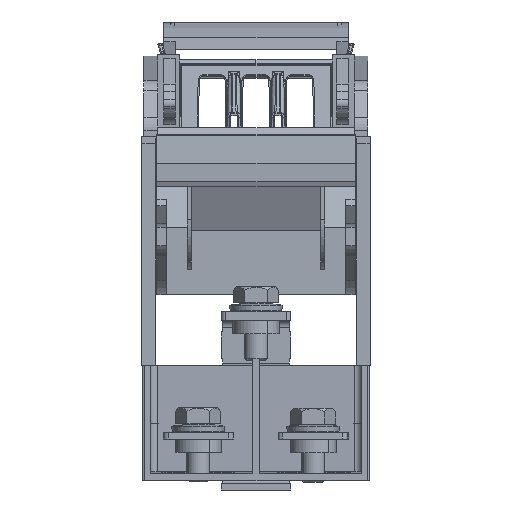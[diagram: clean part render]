
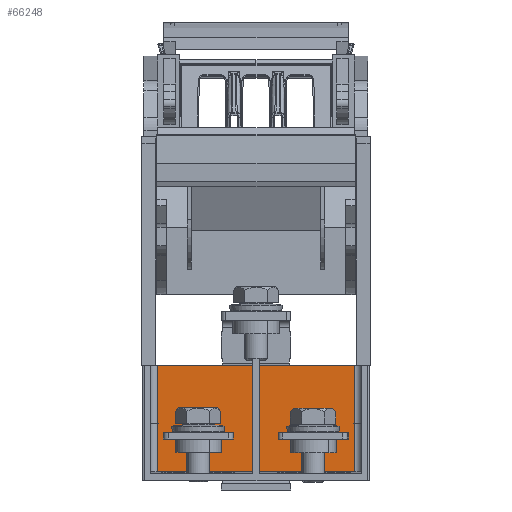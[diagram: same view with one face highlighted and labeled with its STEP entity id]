
A CAD part, front view. The second image highlights one B-rep face of the part: STEP entity #66248.
In plain terms, the highlighted planar face has unit normal (0, -1, -0.01).
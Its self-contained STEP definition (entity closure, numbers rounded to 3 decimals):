
#66212=AXIS2_PLACEMENT_3D('Plane Axis2P3D',#66209,#66210,#66211) ;
#65414=CARTESIAN_POINT('Vertex',(-42.75,-280.541,50.)) ;
#65417=CARTESIAN_POINT('Line Origine',(0.,-280.541,50.)) ;
#65421=CARTESIAN_POINT('Vertex',(42.75,-280.541,50.)) ;
#66019=CARTESIAN_POINT('Vertex',(-1.5,-280.063,4.003)) ;
#66022=CARTESIAN_POINT('Line Origine',(-22.125,-280.063,4.003)) ;
#66026=CARTESIAN_POINT('Vertex',(-42.75,-280.063,4.003)) ;
#66080=CARTESIAN_POINT('Vertex',(1.5,-280.063,4.003)) ;
#66094=CARTESIAN_POINT('Vertex',(42.75,-280.063,4.003)) ;
#66097=CARTESIAN_POINT('Line Origine',(22.125,-280.063,4.003)) ;
#66190=CARTESIAN_POINT('Line Origine',(42.75,-280.344,31.001)) ;
#66209=CARTESIAN_POINT('Axis2P3D Location',(-42.75,-280.624,58.)) ;
#66214=CARTESIAN_POINT('Line Origine',(-1.5,-280.271,24.001)) ;
#66218=CARTESIAN_POINT('Vertex',(-1.5,-280.478,44.)) ;
#66221=CARTESIAN_POINT('Line Origine',(0.,-280.478,44.)) ;
#66225=CARTESIAN_POINT('Vertex',(1.5,-280.478,44.)) ;
#66228=CARTESIAN_POINT('Line Origine',(1.5,-280.271,24.001)) ;
#66233=CARTESIAN_POINT('Line Origine',(-42.75,-280.302,27.001)) ;
#65418=DIRECTION('Vector Direction',(-1.,0.,0.)) ;
#66023=DIRECTION('Vector Direction',(-1.,0.,0.)) ;
#66098=DIRECTION('Vector Direction',(-1.,0.,0.)) ;
#66191=DIRECTION('Vector Direction',(0.,0.01,-1.)) ;
#66210=DIRECTION('Axis2P3D Direction',(0.,1.,0.01)) ;
#66211=DIRECTION('Axis2P3D XDirection',(0.,-0.01,1.)) ;
#66215=DIRECTION('Vector Direction',(0.,0.01,-1.)) ;
#66222=DIRECTION('Vector Direction',(1.,0.,0.)) ;
#66229=DIRECTION('Vector Direction',(0.,0.01,-1.)) ;
#66234=DIRECTION('Vector Direction',(0.,0.01,-1.)) ;
#65419=VECTOR('Line Direction',#65418,1.) ;
#66024=VECTOR('Line Direction',#66023,1.) ;
#66099=VECTOR('Line Direction',#66098,1.) ;
#66192=VECTOR('Line Direction',#66191,1.) ;
#66216=VECTOR('Line Direction',#66215,1.) ;
#66223=VECTOR('Line Direction',#66222,1.) ;
#66230=VECTOR('Line Direction',#66229,1.) ;
#66235=VECTOR('Line Direction',#66234,1.) ;
#66239=ORIENTED_EDGE('',*,*,#66220,.F.) ;
#66240=ORIENTED_EDGE('',*,*,#66227,.T.) ;
#66241=ORIENTED_EDGE('',*,*,#66232,.T.) ;
#66242=ORIENTED_EDGE('',*,*,#66101,.F.) ;
#66243=ORIENTED_EDGE('',*,*,#66194,.F.) ;
#66244=ORIENTED_EDGE('',*,*,#65423,.T.) ;
#66245=ORIENTED_EDGE('',*,*,#66237,.T.) ;
#66246=ORIENTED_EDGE('',*,*,#66028,.F.) ;
#66248=ADVANCED_FACE('Hauptkoerper nicht benutzen',(#66247),#66213,.F.) ;
#65423=EDGE_CURVE('',#65422,#65415,#65420,.T.) ;
#66028=EDGE_CURVE('',#66020,#66027,#66025,.T.) ;
#66101=EDGE_CURVE('',#66095,#66081,#66100,.T.) ;
#66194=EDGE_CURVE('',#65422,#66095,#66193,.T.) ;
#66220=EDGE_CURVE('',#66219,#66020,#66217,.T.) ;
#66227=EDGE_CURVE('',#66219,#66226,#66224,.T.) ;
#66232=EDGE_CURVE('',#66226,#66081,#66231,.T.) ;
#66237=EDGE_CURVE('',#65415,#66027,#66236,.T.) ;
#66238=EDGE_LOOP('',(#66239,#66240,#66241,#66242,#66243,#66244,#66245,#66246)) ;
#66247=FACE_OUTER_BOUND('',#66238,.T.) ;
#65420=LINE('Line',#65417,#65419) ;
#66025=LINE('Line',#66022,#66024) ;
#66100=LINE('Line',#66097,#66099) ;
#66193=LINE('Line',#66190,#66192) ;
#66217=LINE('Line',#66214,#66216) ;
#66224=LINE('Line',#66221,#66223) ;
#66231=LINE('Line',#66228,#66230) ;
#66236=LINE('Line',#66233,#66235) ;
#66213=PLANE('Plane',#66212) ;
#65415=VERTEX_POINT('',#65414) ;
#65422=VERTEX_POINT('',#65421) ;
#66020=VERTEX_POINT('',#66019) ;
#66027=VERTEX_POINT('',#66026) ;
#66081=VERTEX_POINT('',#66080) ;
#66095=VERTEX_POINT('',#66094) ;
#66219=VERTEX_POINT('',#66218) ;
#66226=VERTEX_POINT('',#66225) ;
